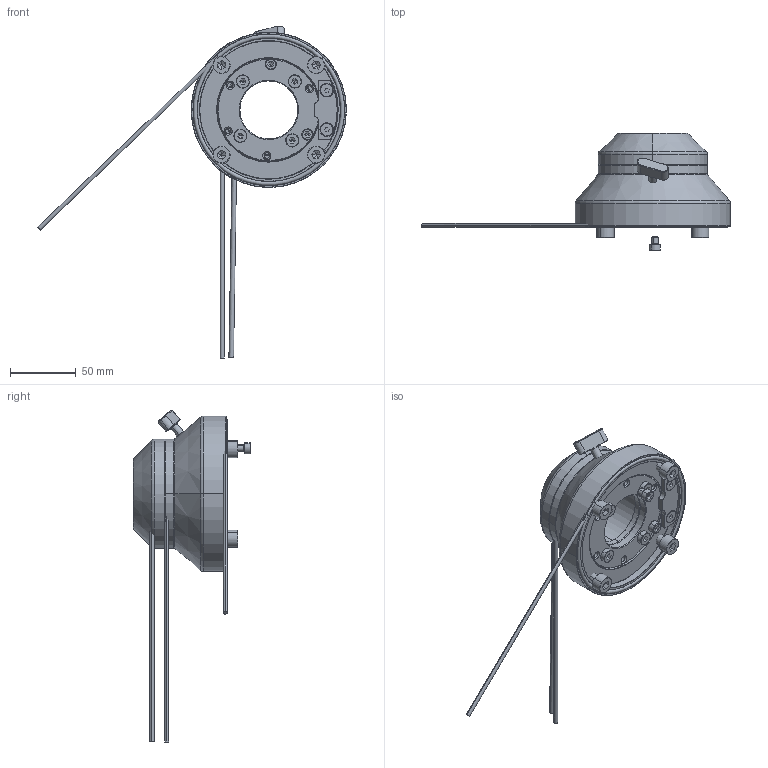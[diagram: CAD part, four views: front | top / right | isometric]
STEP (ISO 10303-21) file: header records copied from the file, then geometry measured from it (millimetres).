
FILE_DESCRIPTION (( 'STEP AP214' ), '1' );
FILE_NAME ('57017301.STEP', '2008-06-24T11:38:02', ( '' ), ( '' ), 'SwSTEP 2.0', 'SolidWorks 2008', '' );
FILE_SCHEMA (( 'AUTOMOTIVE_DESIGN' ));
Length unit declared in the file: millimetre
Products named in the file (18): 94910_Einbau GTH 48 EMV ; 84147_Standard; 93659_Standard; 93663_Standard; 93090_Standard; 82391_Standard; 93657_Standard; 84145_Standard; 82389_Standard; 82025_Standard; 93658_Standard; 93662_Standard; 93660_Standard; 84141_Standard; 57017301; 84139_Standard; 84143_Standard; 84142_Standard
Assembly tree (28 placements, depth 2):
  57017301
    93663_Standard
    93659_Standard
    93657_Standard  x2
    93660_Standard  x4
    93658_Standard  x3
    84143_Standard
    93090_Standard  x2
    93662_Standard  x4
    84141_Standard
    82389_Standard
    82025_Standard
    84145_Standard  x2
    84142_Standard
    82391_Standard
    94910_Einbau GTH 48 EMV 
    84147_Standard
    84139_Standard
Bounding box: 234.66 x 89.5 x 252.08 mm (x, y, z)
Volume: 353129.3 mm3; surface area: 119684.1 mm2
Topology: 31 solids, 32 shells, 766 faces, 1622 edges, 931 vertices
Faces by surface type: plane 273, cone 221, cylinder 192, torus 60, bspline 20
Entity records: 15832 total; most frequent: CARTESIAN_POINT 3223, DIRECTION 2615, ORIENTED_EDGE 2174, EDGE_CURVE 1087, AXIS2_PLACEMENT_3D 1053, VERTEX_POINT 635, EDGE_LOOP 584, CIRCLE 522
